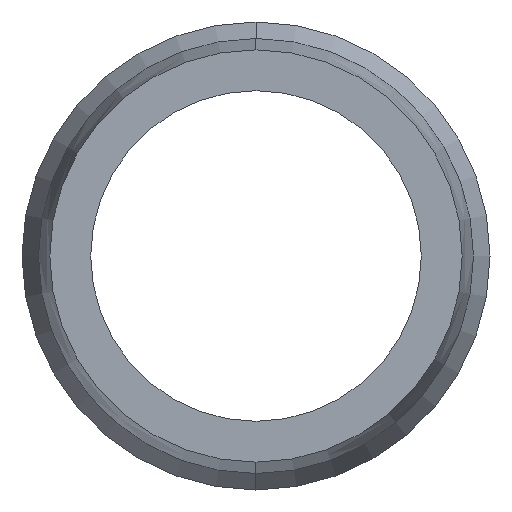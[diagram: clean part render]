
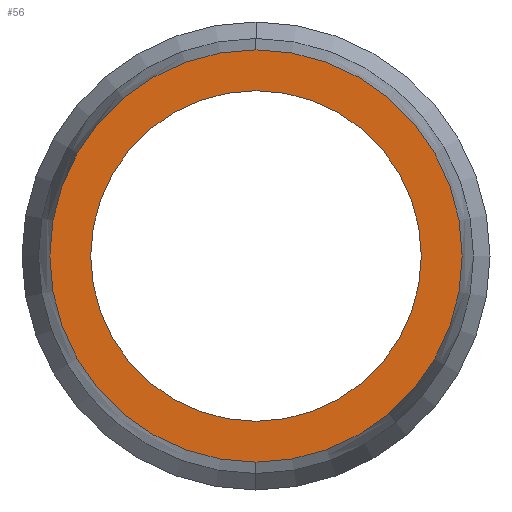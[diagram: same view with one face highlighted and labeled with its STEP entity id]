
A CAD part, left-side view. The second image highlights one B-rep face of the part: STEP entity #56.
In plain terms, the highlighted planar face has unit normal (-1, 0, 0).
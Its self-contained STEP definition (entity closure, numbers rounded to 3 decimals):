
#5 = CARTESIAN_POINT ( 'NONE',  ( -31.01, 0., -9.5 ) ) ;
#22 = FACE_BOUND ( 'NONE', #791, .T. ) ;
#32 = DIRECTION ( 'NONE',  ( 0., 0., 1. ) ) ;
#56 = ADVANCED_FACE ( 'NONE', ( #22, #205 ), #279, .F. ) ;
#58 = AXIS2_PLACEMENT_3D ( 'NONE', #757, #323, #413 ) ;
#77 = CARTESIAN_POINT ( 'NONE',  ( -31.01, 0., -11.85 ) ) ;
#98 = CIRCLE ( 'NONE', #688, 9.5 ) ;
#99 = CARTESIAN_POINT ( 'NONE',  ( -31.01, 0., 0. ) ) ;
#122 = VERTEX_POINT ( 'NONE', #214 ) ;
#151 = EDGE_LOOP ( 'NONE', ( #304, #175 ) ) ;
#175 = ORIENTED_EDGE ( 'NONE', *, *, #414, .T. ) ;
#202 = ORIENTED_EDGE ( 'NONE', *, *, #252, .F. ) ;
#205 = FACE_OUTER_BOUND ( 'NONE', #151, .T. ) ;
#214 = CARTESIAN_POINT ( 'NONE',  ( -31.01, 0., 9.5 ) ) ;
#234 = CIRCLE ( 'NONE', #310, 9.5 ) ;
#248 = CIRCLE ( 'NONE', #498, 11.85 ) ;
#249 = ORIENTED_EDGE ( 'NONE', *, *, #487, .F. ) ;
#252 = EDGE_CURVE ( 'NONE', #122, #354, #234, .T. ) ;
#267 = DIRECTION ( 'NONE',  ( -1., 0., 0. ) ) ;
#279 = PLANE ( 'NONE',  #467 ) ;
#283 = DIRECTION ( 'NONE',  ( 0., 0., 1. ) ) ;
#304 = ORIENTED_EDGE ( 'NONE', *, *, #514, .T. ) ;
#310 = AXIS2_PLACEMENT_3D ( 'NONE', #492, #475, #32 ) ;
#323 = DIRECTION ( 'NONE',  ( -1., 0., 0. ) ) ;
#354 = VERTEX_POINT ( 'NONE', #5 ) ;
#358 = DIRECTION ( 'NONE',  ( 0., 0., 1. ) ) ;
#385 = VERTEX_POINT ( 'NONE', #393 ) ;
#393 = CARTESIAN_POINT ( 'NONE',  ( -31.01, 0., 11.85 ) ) ;
#398 = CARTESIAN_POINT ( 'NONE',  ( -31.01, 0., 0. ) ) ;
#413 = DIRECTION ( 'NONE',  ( 0., 0., 1. ) ) ;
#414 = EDGE_CURVE ( 'NONE', #385, #427, #248, .T. ) ;
#427 = VERTEX_POINT ( 'NONE', #77 ) ;
#467 = AXIS2_PLACEMENT_3D ( 'NONE', #642, #523, #511 ) ;
#475 = DIRECTION ( 'NONE',  ( -1., 0., 0. ) ) ;
#487 = EDGE_CURVE ( 'NONE', #354, #122, #98, .T. ) ;
#492 = CARTESIAN_POINT ( 'NONE',  ( -31.01, 0., 0. ) ) ;
#498 = AXIS2_PLACEMENT_3D ( 'NONE', #398, #267, #283 ) ;
#511 = DIRECTION ( 'NONE',  ( 0., 0., -1. ) ) ;
#514 = EDGE_CURVE ( 'NONE', #427, #385, #563, .T. ) ;
#523 = DIRECTION ( 'NONE',  ( 1., 0., 0. ) ) ;
#540 = DIRECTION ( 'NONE',  ( -1., 0., 0. ) ) ;
#563 = CIRCLE ( 'NONE', #58, 11.85 ) ;
#642 = CARTESIAN_POINT ( 'NONE',  ( -31.01, 11.85, 0. ) ) ;
#688 = AXIS2_PLACEMENT_3D ( 'NONE', #99, #540, #358 ) ;
#757 = CARTESIAN_POINT ( 'NONE',  ( -31.01, 0., 0. ) ) ;
#791 = EDGE_LOOP ( 'NONE', ( #202, #249 ) ) ;
